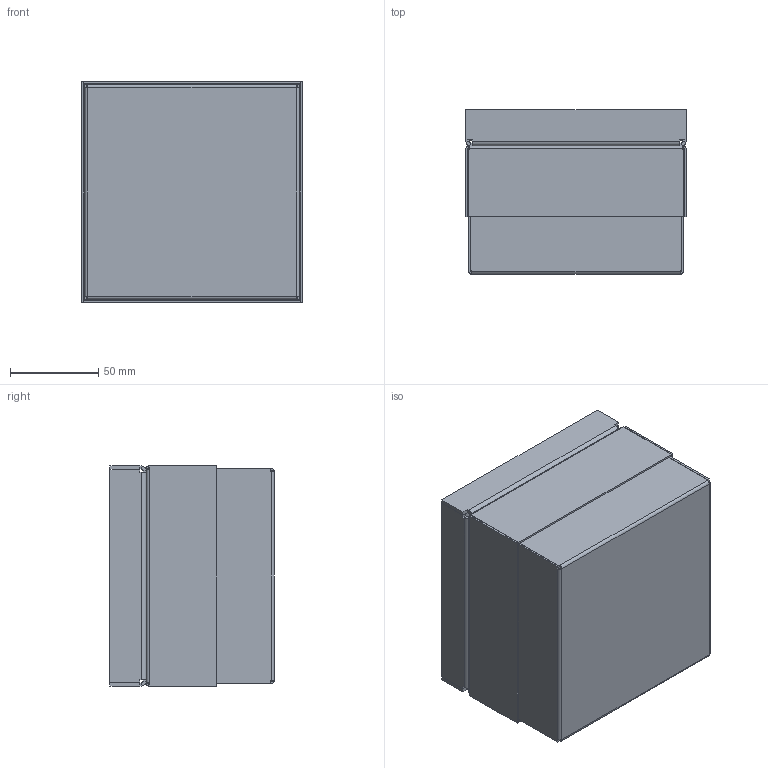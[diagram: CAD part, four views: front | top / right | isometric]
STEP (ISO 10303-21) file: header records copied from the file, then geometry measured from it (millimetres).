
FILE_DESCRIPTION (( 'STEP AP214' ), '1' );
FILE_NAME ('7427019_KSTP1.stp', '2016-07-19T07:10:51', ( '' ), ( '' ), 'SwSTEP 2.0', 'SolidWorks 2014', '' );
FILE_SCHEMA (( 'AUTOMOTIVE_DESIGN' ));
Length unit declared in the file: millimetre
Products named in the file (9): 002304_Standard; 002183_Standard; 002180_Standard; 002180T1_Standard; 108625_Komplett; 002185_Standard; 002183T1_Standard; 7427019_KSTP1; 002181_Montagezustand
Assembly tree (8 placements, depth 4):
  7427019_KSTP1
    002180_Standard
      002180T1_Standard
    108625_Komplett
      002183_Standard
        002183T1_Standard
    002304_Standard
      002181_Montagezustand
      002185_Standard
Bounding box: 125 x 93.2 x 125 mm (x, y, z)
Volume: 160142 mm3; surface area: 246744 mm2
Topology: 4 solids, 4 shells, 195 faces, 465 edges, 278 vertices
Faces by surface type: plane 171, cylinder 24
Entity records: 5752 total; most frequent: CARTESIAN_POINT 953, DIRECTION 933, ORIENTED_EDGE 930, EDGE_CURVE 465, VECTOR 417, LINE 417, VERTEX_POINT 278, AXIS2_PLACEMENT_3D 258
